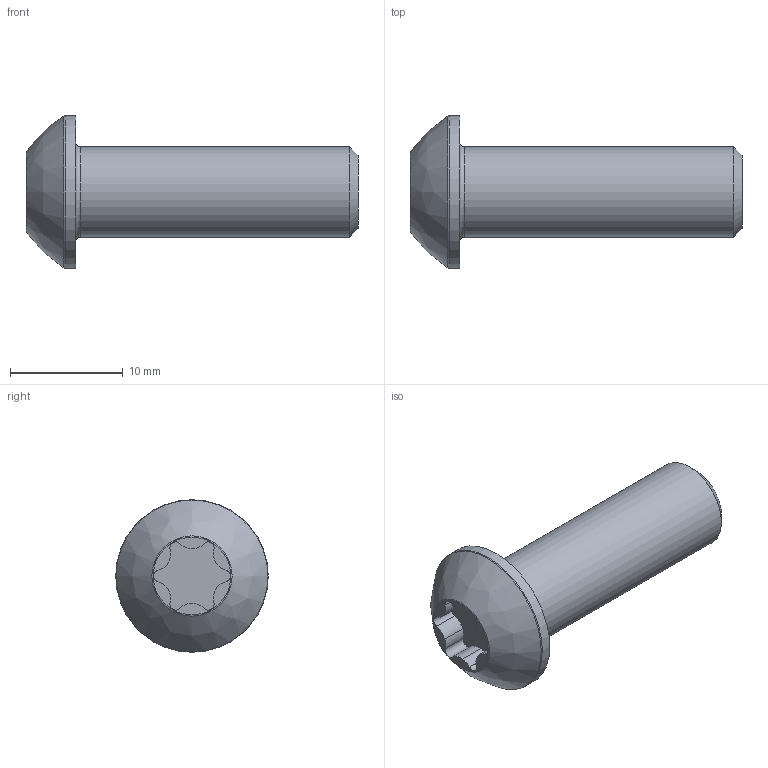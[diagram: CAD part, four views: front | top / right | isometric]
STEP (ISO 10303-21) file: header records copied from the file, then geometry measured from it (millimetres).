
FILE_DESCRIPTION(/* description */ ('Linsenkopfschraube M08x25 SF'),/* implementation_level */ '2;1');
FILE_NAME(/* name */ 'ZEI_CAD_211492-0-REV_#SALL_#AIN_#V1.step',/* time_stamp */ '2022-09-15T21:05:59+02:00',/* author */ ('MiniTec'),/* organization */ ('MiniTec GmbH & Co.KG'),/* preprocessor_version */ 'ST-DEVELOPER v18.1',/* originating_system */ 'Autodesk Inventor 2021',/* authorisation */ '');
FILE_SCHEMA (('CONFIG_CONTROL_DESIGN'));
Length unit declared in the file: millimetre
Products named in the file (1): 21-1492-0FZ.003
Bounding box: 29.4 x 13.5 x 13.5 mm (x, y, z)
Volume: 1652.7 mm3; surface area: 1042.9 mm2
Topology: 1 solids, 1 shells, 29 faces, 73 edges, 48 vertices
Faces by surface type: cylinder 20, plane 4, torus 3, bspline 1, cone 1
Full cylindrical faces by diameter (mm): 8 x1, 13.5 x1
Entity records: 966 total; most frequent: DIRECTION 183, CARTESIAN_POINT 177, ORIENTED_EDGE 146, AXIS2_PLACEMENT_3D 81, EDGE_CURVE 73, CIRCLE 52, VERTEX_POINT 48, EDGE_LOOP 31
